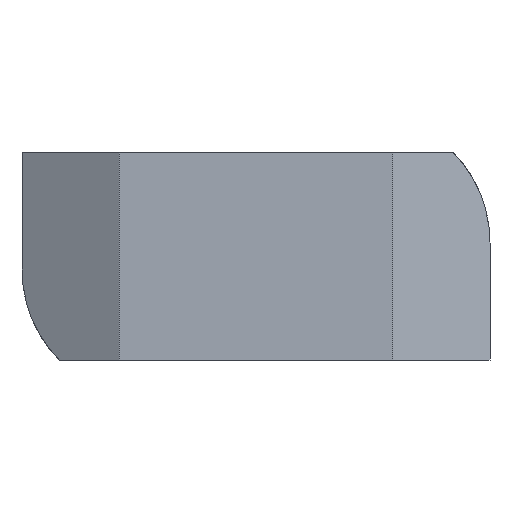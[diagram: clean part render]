
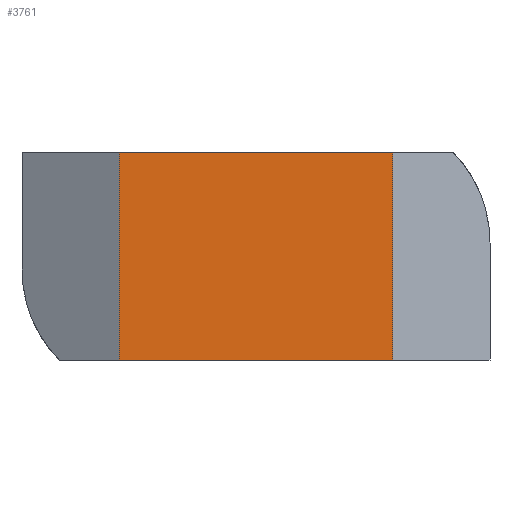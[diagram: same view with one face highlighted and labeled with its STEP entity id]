
A CAD part, front view. The second image highlights one B-rep face of the part: STEP entity #3761.
In plain terms, the highlighted planar face has unit normal (0, -1, 0).
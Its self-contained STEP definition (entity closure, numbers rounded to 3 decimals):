
#183 = VECTOR ( 'NONE', #2283, 1000. ) ;
#685 = CARTESIAN_POINT ( 'NONE',  ( -5.25, 0., -8. ) ) ;
#711 = CARTESIAN_POINT ( 'NONE',  ( -5.25, 0., -8. ) ) ;
#748 = VECTOR ( 'NONE', #4308, 1000. ) ;
#1117 = EDGE_CURVE ( 'NONE', #7286, #7680, #6613, .T. ) ;
#1473 = VECTOR ( 'NONE', #5991, 1000. ) ;
#1646 = CARTESIAN_POINT ( 'NONE',  ( 5.25, 0., 0. ) ) ;
#1697 = EDGE_CURVE ( 'NONE', #7301, #7680, #6571, .T. ) ;
#1922 = PLANE ( 'NONE',  #6134 ) ;
#2028 = FACE_OUTER_BOUND ( 'NONE', #4242, .T. ) ;
#2283 = DIRECTION ( 'NONE',  ( 1., 0., 0. ) ) ;
#2342 = CARTESIAN_POINT ( 'NONE',  ( 5.25, 0., -8. ) ) ;
#2487 = VERTEX_POINT ( 'NONE', #685 ) ;
#3102 = CARTESIAN_POINT ( 'NONE',  ( 5.25, 0., -8. ) ) ;
#3227 = ORIENTED_EDGE ( 'NONE', *, *, #5086, .F. ) ;
#3247 = DIRECTION ( 'NONE',  ( 1., 0., 0. ) ) ;
#3278 = LINE ( 'NONE', #711, #6981 ) ;
#3462 = LINE ( 'NONE', #2342, #183 ) ;
#3465 = CARTESIAN_POINT ( 'NONE',  ( 5.25, 0., 0. ) ) ;
#3761 = ADVANCED_FACE ( 'NONE', ( #2028 ), #1922, .T. ) ;
#4242 = EDGE_LOOP ( 'NONE', ( #7477, #3227, #6618, #5923 ) ) ;
#4308 = DIRECTION ( 'NONE',  ( 0., 0., 1. ) ) ;
#4886 = EDGE_CURVE ( 'NONE', #2487, #7301, #3462, .T. ) ;
#5086 = EDGE_CURVE ( 'NONE', #2487, #7286, #3278, .T. ) ;
#5630 = DIRECTION ( 'NONE',  ( 0., 0., 1. ) ) ;
#5923 = ORIENTED_EDGE ( 'NONE', *, *, #1697, .T. ) ;
#5922 = CARTESIAN_POINT ( 'NONE',  ( 5.25, 0., -8. ) ) ;
#5991 = DIRECTION ( 'NONE',  ( 1., 0., 0. ) ) ;
#6005 = CARTESIAN_POINT ( 'NONE',  ( -5.25, 0., 0. ) ) ;
#6134 = AXIS2_PLACEMENT_3D ( 'NONE', #7564, #6355, #3247 ) ;
#6355 = DIRECTION ( 'NONE',  ( 0., -1., 0. ) ) ;
#6571 = LINE ( 'NONE', #5922, #748 ) ;
#6613 = LINE ( 'NONE', #1646, #1473 ) ;
#6618 = ORIENTED_EDGE ( 'NONE', *, *, #4886, .T. ) ;
#6981 = VECTOR ( 'NONE', #5630, 1000. ) ;
#7286 = VERTEX_POINT ( 'NONE', #6005 ) ;
#7301 = VERTEX_POINT ( 'NONE', #3102 ) ;
#7477 = ORIENTED_EDGE ( 'NONE', *, *, #1117, .F. ) ;
#7564 = CARTESIAN_POINT ( 'NONE',  ( 5.25, 0., -8. ) ) ;
#7680 = VERTEX_POINT ( 'NONE', #3465 ) ;
